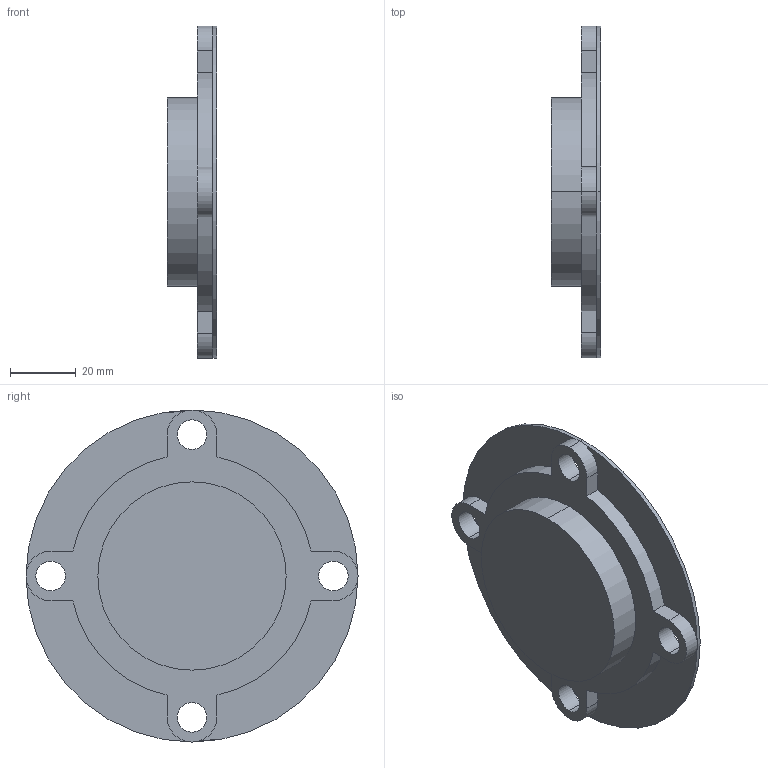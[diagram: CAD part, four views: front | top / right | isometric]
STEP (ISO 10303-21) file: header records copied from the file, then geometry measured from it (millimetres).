
FILE_DESCRIPTION (( 'STEP AP214' ), '1' );
FILE_NAME ('WGA-50M-ACC5.STEP', '2014-10-31T13:02:31', ( '' ), ( '' ), 'SwSTEP 2.0', 'SolidWorks 2014', '' );
FILE_SCHEMA (( 'AUTOMOTIVE_DESIGN' ));
Length unit declared in the file: inch
Products named in the file (1): WGA-50M-ACC5
Bounding box: 15.1 x 101 x 101 mm (x, y, z)
Volume: 14286 mm3; surface area: 22394.2 mm2
Topology: 1 solids, 1 shells, 42 faces, 104 edges, 67 vertices
Faces by surface type: cylinder 25, plane 17
Entity records: 1323 total; most frequent: DIRECTION 245, CARTESIAN_POINT 214, ORIENTED_EDGE 208, EDGE_CURVE 104, AXIS2_PLACEMENT_3D 98, VERTEX_POINT 67, CIRCLE 55, EDGE_LOOP 53
